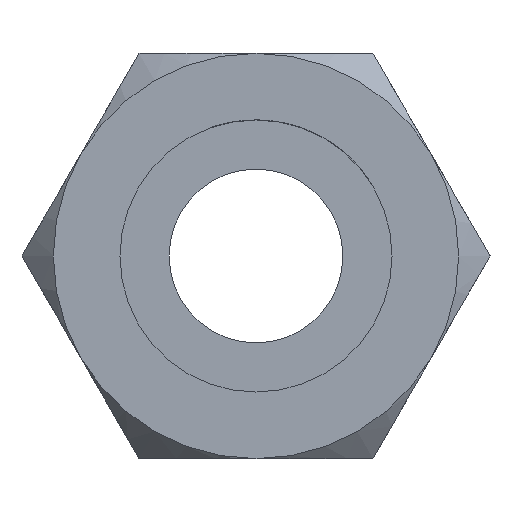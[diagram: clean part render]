
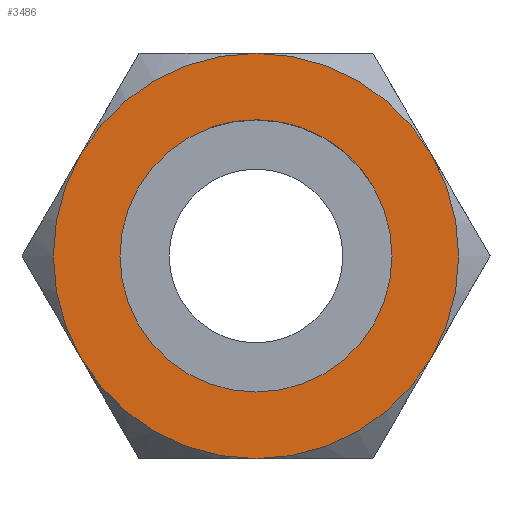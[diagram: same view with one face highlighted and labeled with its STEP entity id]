
A CAD part, left-side view. The second image highlights one B-rep face of the part: STEP entity #3486.
In plain terms, the highlighted planar face has unit normal (-1, 0, 0).
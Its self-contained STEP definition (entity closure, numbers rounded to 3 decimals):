
#58 = AXIS2_PLACEMENT_3D ( 'NONE', #7713, #3627, #2976 ) ;
#481 = CARTESIAN_POINT ( 'NONE',  ( 30., 0., 0. ) ) ;
#587 = CARTESIAN_POINT ( 'NONE',  ( 30., 0., 4.7 ) ) ;
#821 = VERTEX_POINT ( 'NONE', #7927 ) ;
#1001 = AXIS2_PLACEMENT_3D ( 'NONE', #8580, #2759, #3455 ) ;
#1013 = CARTESIAN_POINT ( 'NONE',  ( 30., -6.062, -3.5 ) ) ;
#1120 = DIRECTION ( 'NONE',  ( 0., 0., 1. ) ) ;
#1148 = AXIS2_PLACEMENT_3D ( 'NONE', #8423, #3080, #1212 ) ;
#1151 = EDGE_LOOP ( 'NONE', ( #4914, #6437 ) ) ;
#1212 = DIRECTION ( 'NONE',  ( 0., 0., -1. ) ) ;
#1312 = CIRCLE ( 'NONE', #58, 7. ) ;
#1427 = ORIENTED_EDGE ( 'NONE', *, *, #1615, .F. ) ;
#1428 = CIRCLE ( 'NONE', #1001, 4.7 ) ;
#1516 = CARTESIAN_POINT ( 'NONE',  ( 30., 0., 0. ) ) ;
#1615 = EDGE_CURVE ( 'NONE', #821, #3261, #4065, .T. ) ;
#1775 = DIRECTION ( 'NONE',  ( 0., 0., -1. ) ) ;
#1948 = EDGE_CURVE ( 'NONE', #8454, #4293, #5190, .T. ) ;
#2008 = DIRECTION ( 'NONE',  ( -1., 0., 0. ) ) ;
#2128 = AXIS2_PLACEMENT_3D ( 'NONE', #6155, #8264, #3580 ) ;
#2147 = PLANE ( 'NONE',  #2128 ) ;
#2184 = AXIS2_PLACEMENT_3D ( 'NONE', #5064, #8486, #7191 ) ;
#2522 = EDGE_CURVE ( 'NONE', #4510, #4792, #1428, .T. ) ;
#2582 = DIRECTION ( 'NONE',  ( 1., 0., 0. ) ) ;
#2759 = DIRECTION ( 'NONE',  ( -1., 0., 0. ) ) ;
#2976 = DIRECTION ( 'NONE',  ( 0., 0., -1. ) ) ;
#3030 = AXIS2_PLACEMENT_3D ( 'NONE', #7964, #2008, #8081 ) ;
#3080 = DIRECTION ( 'NONE',  ( 1., 0., 0. ) ) ;
#3169 = ORIENTED_EDGE ( 'NONE', *, *, #3969, .F. ) ;
#3261 = VERTEX_POINT ( 'NONE', #7129 ) ;
#3455 = DIRECTION ( 'NONE',  ( 0., 0., 1. ) ) ;
#3486 = ADVANCED_FACE ( 'NONE', ( #6112, #4805 ), #2147, .F. ) ;
#3515 = ORIENTED_EDGE ( 'NONE', *, *, #1948, .F. ) ;
#3580 = DIRECTION ( 'NONE',  ( 0., 0., -1. ) ) ;
#3593 = CARTESIAN_POINT ( 'NONE',  ( 30., 6.062, -3.5 ) ) ;
#3627 = DIRECTION ( 'NONE',  ( 1., 0., 0. ) ) ;
#3732 = DIRECTION ( 'NONE',  ( 1., 0., 0. ) ) ;
#3953 = VERTEX_POINT ( 'NONE', #1013 ) ;
#3969 = EDGE_CURVE ( 'NONE', #3261, #3953, #1312, .T. ) ;
#3975 = DIRECTION ( 'NONE',  ( 0., 0., -1. ) ) ;
#4045 = EDGE_LOOP ( 'NONE', ( #8199, #8126, #3169, #1427, #7108, #3515 ) ) ;
#4065 = CIRCLE ( 'NONE', #6427, 7. ) ;
#4142 = CIRCLE ( 'NONE', #8438, 7. ) ;
#4293 = VERTEX_POINT ( 'NONE', #8342 ) ;
#4434 = CARTESIAN_POINT ( 'NONE',  ( 30., 0., 0. ) ) ;
#4510 = VERTEX_POINT ( 'NONE', #587 ) ;
#4792 = VERTEX_POINT ( 'NONE', #7079 ) ;
#4805 = FACE_OUTER_BOUND ( 'NONE', #4045, .T. ) ;
#4914 = ORIENTED_EDGE ( 'NONE', *, *, #2522, .F. ) ;
#4998 = DIRECTION ( 'NONE',  ( -1., 0., 0. ) ) ;
#5064 = CARTESIAN_POINT ( 'NONE',  ( 30., 0., 0. ) ) ;
#5110 = CIRCLE ( 'NONE', #2184, 7. ) ;
#5190 = CIRCLE ( 'NONE', #1148, 7. ) ;
#5269 = AXIS2_PLACEMENT_3D ( 'NONE', #481, #3732, #1775 ) ;
#5962 = CIRCLE ( 'NONE', #3030, 4.7 ) ;
#6112 = FACE_BOUND ( 'NONE', #1151, .T. ) ;
#6155 = CARTESIAN_POINT ( 'NONE',  ( 30., 0., 0. ) ) ;
#6427 = AXIS2_PLACEMENT_3D ( 'NONE', #1516, #2582, #3975 ) ;
#6437 = ORIENTED_EDGE ( 'NONE', *, *, #7993, .F. ) ;
#7079 = CARTESIAN_POINT ( 'NONE',  ( 30., 0., -4.7 ) ) ;
#7108 = ORIENTED_EDGE ( 'NONE', *, *, #8051, .T. ) ;
#7129 = CARTESIAN_POINT ( 'NONE',  ( 30., -6.062, 3.5 ) ) ;
#7172 = CARTESIAN_POINT ( 'NONE',  ( 30., 0., -7. ) ) ;
#7191 = DIRECTION ( 'NONE',  ( 0., 0., -1. ) ) ;
#7616 = EDGE_CURVE ( 'NONE', #8167, #8454, #5110, .T. ) ;
#7713 = CARTESIAN_POINT ( 'NONE',  ( 30., 0., 0. ) ) ;
#7927 = CARTESIAN_POINT ( 'NONE',  ( 30., 0., 7. ) ) ;
#7964 = CARTESIAN_POINT ( 'NONE',  ( 30., 0., 0. ) ) ;
#7993 = EDGE_CURVE ( 'NONE', #4792, #4510, #5962, .T. ) ;
#8051 = EDGE_CURVE ( 'NONE', #821, #4293, #4142, .T. ) ;
#8081 = DIRECTION ( 'NONE',  ( 0., 0., 1. ) ) ;
#8126 = ORIENTED_EDGE ( 'NONE', *, *, #8137, .F. ) ;
#8137 = EDGE_CURVE ( 'NONE', #3953, #8167, #8584, .T. ) ;
#8167 = VERTEX_POINT ( 'NONE', #7172 ) ;
#8199 = ORIENTED_EDGE ( 'NONE', *, *, #7616, .F. ) ;
#8264 = DIRECTION ( 'NONE',  ( 1., 0., 0. ) ) ;
#8342 = CARTESIAN_POINT ( 'NONE',  ( 30., 6.062, 3.5 ) ) ;
#8423 = CARTESIAN_POINT ( 'NONE',  ( 30., 0., 0. ) ) ;
#8438 = AXIS2_PLACEMENT_3D ( 'NONE', #4434, #4998, #1120 ) ;
#8454 = VERTEX_POINT ( 'NONE', #3593 ) ;
#8486 = DIRECTION ( 'NONE',  ( 1., 0., 0. ) ) ;
#8580 = CARTESIAN_POINT ( 'NONE',  ( 30., 0., 0. ) ) ;
#8584 = CIRCLE ( 'NONE', #5269, 7. ) ;
